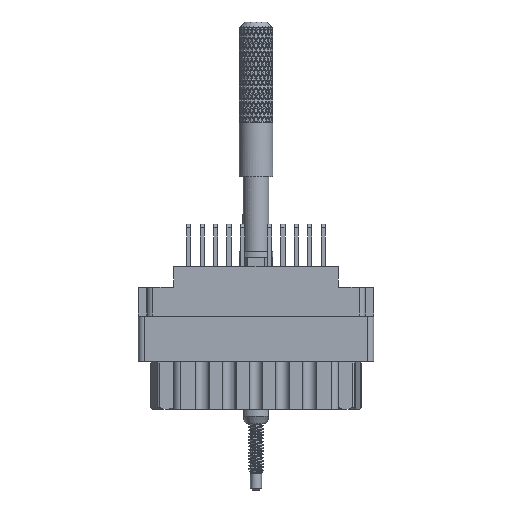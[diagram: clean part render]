
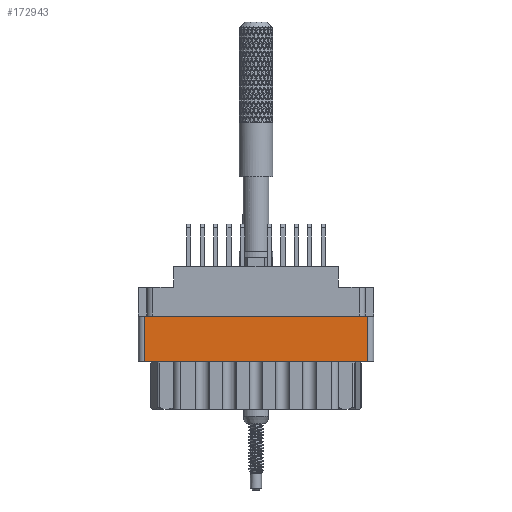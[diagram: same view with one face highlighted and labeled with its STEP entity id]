
A CAD part, front view. The second image highlights one B-rep face of the part: STEP entity #172943.
In plain terms, the highlighted planar face has unit normal (0, -1, 0).
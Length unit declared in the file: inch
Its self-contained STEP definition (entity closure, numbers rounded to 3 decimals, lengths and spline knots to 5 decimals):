
#4351 = EDGE_CURVE ( 'NONE', #99581, #150981, #6528, .T. ) ;
#6528 = LINE ( 'NONE', #67188, #122358 ) ;
#11857 = VECTOR ( 'NONE', #187432, 39.37008 ) ;
#14032 = EDGE_CURVE ( 'NONE', #131155, #150981, #165597, .T. ) ;
#23576 = VERTEX_POINT ( 'NONE', #49072 ) ;
#24170 = DIRECTION ( 'NONE',  ( 0., 0., 1. ) ) ;
#37433 = ORIENTED_EDGE ( 'NONE', *, *, #47207, .T. ) ;
#39194 = DIRECTION ( 'NONE',  ( 0., -1., 0. ) ) ;
#47207 = EDGE_CURVE ( 'NONE', #131155, #23576, #71899, .T. ) ;
#49072 = CARTESIAN_POINT ( 'NONE',  ( 0.624, -0.343, -0.277 ) ) ;
#52596 = ORIENTED_EDGE ( 'NONE', *, *, #4351, .T. ) ;
#67188 = CARTESIAN_POINT ( 'NONE',  ( -0.624, -0.343, -0.798 ) ) ;
#71899 = LINE ( 'NONE', #85815, #181534 ) ;
#82052 = CARTESIAN_POINT ( 'NONE',  ( -0.624, -0.343, -0.277 ) ) ;
#85815 = CARTESIAN_POINT ( 'NONE',  ( 0.624, -0.343, -0.798 ) ) ;
#89277 = ORIENTED_EDGE ( 'NONE', *, *, #164210, .F. ) ;
#94495 = EDGE_LOOP ( 'NONE', ( #89277, #52596, #117346, #37433 ) ) ;
#95964 = DIRECTION ( 'NONE',  ( 0., 0., -1. ) ) ;
#98902 = PLANE ( 'NONE',  #196762 ) ;
#99581 = VERTEX_POINT ( 'NONE', #82052 ) ;
#107915 = DIRECTION ( 'NONE',  ( -1., 0., 0. ) ) ;
#117346 = ORIENTED_EDGE ( 'NONE', *, *, #14032, .F. ) ;
#122358 = VECTOR ( 'NONE', #153738, 39.37008 ) ;
#122821 = CARTESIAN_POINT ( 'NONE',  ( 0., -0.343, -0.529 ) ) ;
#126761 = LINE ( 'NONE', #171512, #11857 ) ;
#131155 = VERTEX_POINT ( 'NONE', #169683 ) ;
#144621 = FACE_OUTER_BOUND ( 'NONE', #94495, .T. ) ;
#150981 = VERTEX_POINT ( 'NONE', #160181 ) ;
#153738 = DIRECTION ( 'NONE',  ( 0., 0., -1. ) ) ;
#160181 = CARTESIAN_POINT ( 'NONE',  ( -0.624, -0.343, -0.529 ) ) ;
#164210 = EDGE_CURVE ( 'NONE', #99581, #23576, #126761, .T. ) ;
#165597 = LINE ( 'NONE', #122821, #186696 ) ;
#169683 = CARTESIAN_POINT ( 'NONE',  ( 0.624, -0.343, -0.529 ) ) ;
#171512 = CARTESIAN_POINT ( 'NONE',  ( 0., -0.343, -0.277 ) ) ;
#171536 = CARTESIAN_POINT ( 'NONE',  ( -0.656, -0.343, -0.798 ) ) ;
#172943 = ADVANCED_FACE ( 'NONE', ( #144621 ), #98902, .T. ) ;
#181534 = VECTOR ( 'NONE', #24170, 39.37008 ) ;
#186696 = VECTOR ( 'NONE', #107915, 39.37008 ) ;
#187432 = DIRECTION ( 'NONE',  ( 1., 0., 0. ) ) ;
#196762 = AXIS2_PLACEMENT_3D ( 'NONE', #171536, #39194, #95964 ) ;
